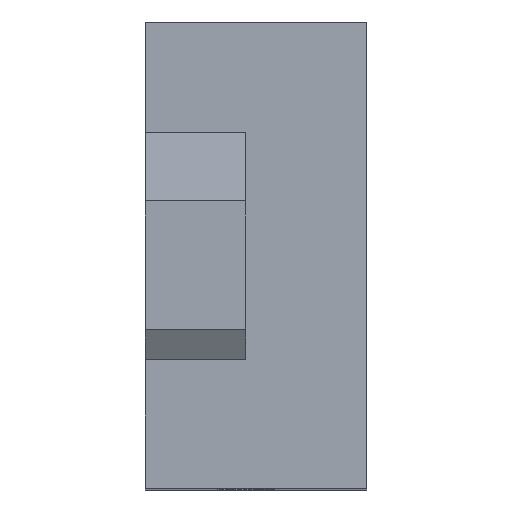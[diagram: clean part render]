
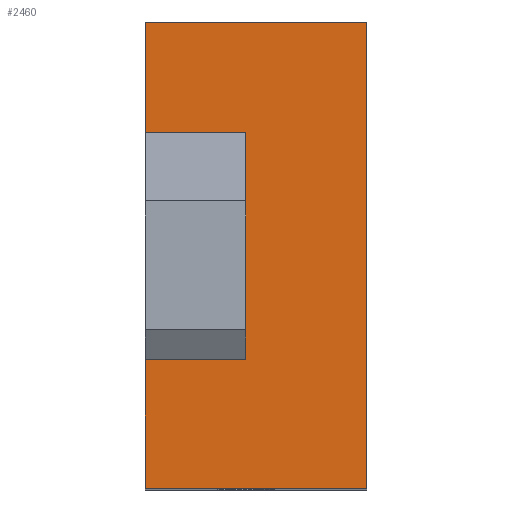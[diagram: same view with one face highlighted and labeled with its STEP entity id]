
A CAD part, top view. The second image highlights one B-rep face of the part: STEP entity #2460.
In plain terms, the highlighted planar face has unit normal (0, 0, 1).
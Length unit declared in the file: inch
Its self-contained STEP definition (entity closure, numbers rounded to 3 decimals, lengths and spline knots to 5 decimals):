
#146=DIRECTION('',(0.,-1.,0.));
#147=VECTOR('',#146,0.43);
#148=CARTESIAN_POINT('',(0.,1.81,3.84));
#149=LINE('',#148,#147);
#158=DIRECTION('',(0.,1.,0.));
#159=VECTOR('',#158,0.5);
#160=CARTESIAN_POINT('',(0.,0.,3.84));
#161=LINE('',#160,#159);
#232=DIRECTION('',(0.,-1.,0.));
#233=VECTOR('',#232,1.81);
#234=CARTESIAN_POINT('',(0.86,1.81,3.84));
#235=LINE('',#234,#233);
#236=DIRECTION('',(-1.,0.,0.));
#237=VECTOR('',#236,0.39);
#238=CARTESIAN_POINT('',(0.39,0.5,3.84));
#239=LINE('',#238,#237);
#698=DIRECTION('',(1.,0.,0.));
#699=VECTOR('',#698,0.86);
#700=CARTESIAN_POINT('',(0.,0.,3.84));
#701=LINE('',#700,#699);
#738=DIRECTION('',(-1.,0.,0.));
#739=VECTOR('',#738,0.86);
#740=CARTESIAN_POINT('',(0.86,1.81,3.84));
#741=LINE('',#740,#739);
#1730=DIRECTION('',(0.,-1.,0.));
#1731=VECTOR('',#1730,0.88);
#1732=CARTESIAN_POINT('',(0.39,1.38,3.84));
#1733=LINE('',#1732,#1731);
#1764=DIRECTION('',(-1.,0.,0.));
#1765=VECTOR('',#1764,0.39);
#1766=CARTESIAN_POINT('',(0.39,1.38,3.84));
#1767=LINE('',#1766,#1765);
#1800=CARTESIAN_POINT('',(0.,0.,3.84));
#1801=CARTESIAN_POINT('',(0.86,0.,3.84));
#1802=VERTEX_POINT('',#1800);
#1803=VERTEX_POINT('',#1801);
#1804=CARTESIAN_POINT('',(0.86,1.81,3.84));
#1805=CARTESIAN_POINT('',(0.,1.81,3.84));
#1806=VERTEX_POINT('',#1804);
#1807=VERTEX_POINT('',#1805);
#1808=CARTESIAN_POINT('',(0.,1.38,3.84));
#1809=VERTEX_POINT('',#1808);
#1813=CARTESIAN_POINT('',(0.,0.5,3.84));
#1815=VERTEX_POINT('',#1813);
#1840=CARTESIAN_POINT('',(0.39,1.38,3.84));
#1841=VERTEX_POINT('',#1840);
#1842=CARTESIAN_POINT('',(0.39,0.5,3.84));
#1843=VERTEX_POINT('',#1842);
#2439=CARTESIAN_POINT('',(0.86,1.81,3.84));
#2440=DIRECTION('',(0.,0.,1.));
#2441=DIRECTION('',(0.,-1.,0.));
#2442=AXIS2_PLACEMENT_3D('',#2439,#2440,#2441);
#2443=PLANE('',#2442);
#2445=ORIENTED_EDGE('',*,*,#2444,.T.);
#2447=ORIENTED_EDGE('',*,*,#2446,.F.);
#2448=ORIENTED_EDGE('',*,*,#2392,.T.);
#2450=ORIENTED_EDGE('',*,*,#2449,.F.);
#2452=ORIENTED_EDGE('',*,*,#2451,.F.);
#2454=ORIENTED_EDGE('',*,*,#2453,.T.);
#2455=ORIENTED_EDGE('',*,*,#2384,.F.);
#2457=ORIENTED_EDGE('',*,*,#2456,.F.);
#2458=EDGE_LOOP('',(#2445,#2447,#2448,#2450,#2452,#2454,#2455,#2457));
#2459=FACE_OUTER_BOUND('',#2458,.F.);
#2460=ADVANCED_FACE('',(#2459),#2443,.T.);
#2384=EDGE_CURVE('',#1807,#1809,#149,.T.);
#2392=EDGE_CURVE('',#1802,#1815,#161,.T.);
#2444=EDGE_CURVE('',#1806,#1803,#235,.T.);
#2446=EDGE_CURVE('',#1802,#1803,#701,.T.);
#2449=EDGE_CURVE('',#1843,#1815,#239,.T.);
#2451=EDGE_CURVE('',#1841,#1843,#1733,.T.);
#2453=EDGE_CURVE('',#1841,#1809,#1767,.T.);
#2456=EDGE_CURVE('',#1806,#1807,#741,.T.);
